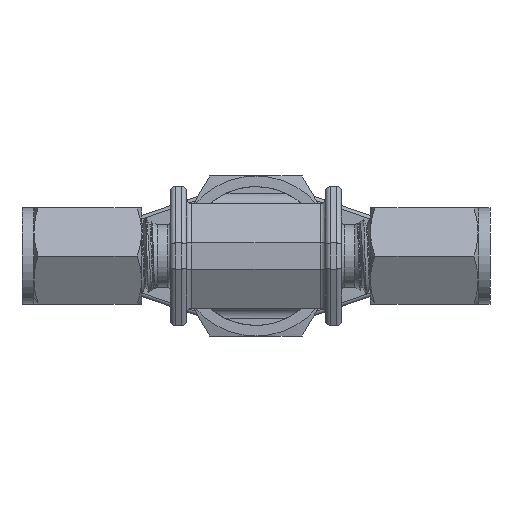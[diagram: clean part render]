
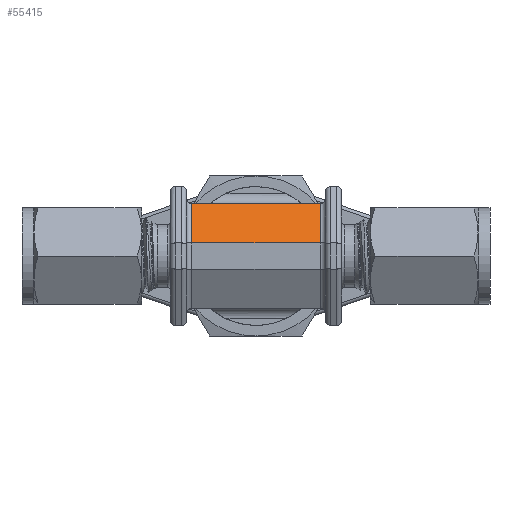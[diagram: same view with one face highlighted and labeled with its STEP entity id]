
A CAD part, front view. The second image highlights one B-rep face of the part: STEP entity #55415.
In plain terms, the highlighted planar face has unit normal (0, -0.866, 0.5).
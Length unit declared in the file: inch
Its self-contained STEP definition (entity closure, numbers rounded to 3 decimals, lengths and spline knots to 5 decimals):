
#2142 = CARTESIAN_POINT ( 'NONE',  ( 0.36637, -0.19258, 0.30675 ) ) ;
#3905 = DIRECTION ( 'NONE',  ( 1., 0., 0. ) ) ;
#5082 = DIRECTION ( 'NONE',  ( 0., 0.5, 0.866 ) ) ;
#6460 = CARTESIAN_POINT ( 'NONE',  ( 0.36637, -0.19258, 0.30675 ) ) ;
#7497 = DIRECTION ( 'NONE',  ( 0., 0.5, 0.866 ) ) ;
#9373 = VECTOR ( 'NONE', #58817, 39.37008 ) ;
#14750 = ORIENTED_EDGE ( 'NONE', *, *, #37344, .F. ) ;
#22578 = CARTESIAN_POINT ( 'NONE',  ( -0.38663, -0.32568, 0.07621 ) ) ;
#25043 = ORIENTED_EDGE ( 'NONE', *, *, #53341, .T. ) ;
#25087 = VECTOR ( 'NONE', #42374, 39.37008 ) ;
#26502 = VECTOR ( 'NONE', #7497, 39.37008 ) ;
#26520 = PLANE ( 'NONE',  #32751 ) ;
#26570 = CARTESIAN_POINT ( 'NONE',  ( 0.36637, -0.32568, 0.07621 ) ) ;
#26720 = CARTESIAN_POINT ( 'NONE',  ( -0.41663, -0.19258, 0.30675 ) ) ;
#30363 = VERTEX_POINT ( 'NONE', #43847 ) ;
#32751 = AXIS2_PLACEMENT_3D ( 'NONE', #55895, #37332, #5082 ) ;
#36303 = LINE ( 'NONE', #26720, #9373 ) ;
#37332 = DIRECTION ( 'NONE',  ( 0., 0.866, -0.5 ) ) ;
#37344 = EDGE_CURVE ( 'Defeatured_0_0+Defeatured_0_40+Defeatured_0_86+Defeatured_0_60', #30363, #60599, #36303, .T. ) ;
#41425 = ORIENTED_EDGE ( 'NONE', *, *, #65777, .T. ) ;
#42374 = DIRECTION ( 'NONE',  ( 0., -0.5, -0.866 ) ) ;
#43847 = CARTESIAN_POINT ( 'NONE',  ( -0.38663, -0.19258, 0.30675 ) ) ;
#45707 = VERTEX_POINT ( 'NONE', #26570 ) ;
#46387 = VECTOR ( 'NONE', #3905, 39.37008 ) ;
#50272 = LINE ( 'NONE', #52898, #25087 ) ;
#52046 = FACE_OUTER_BOUND ( 'NONE', #57356, .T. ) ;
#52898 = CARTESIAN_POINT ( 'NONE',  ( -0.38663, -0.32568, 0.07621 ) ) ;
#52951 = VERTEX_POINT ( 'NONE', #22578 ) ;
#53312 = ORIENTED_EDGE ( 'NONE', *, *, #59415, .T. ) ;
#53341 = EDGE_CURVE ( 'Defeatured_0_40+Defeatured_0_41+Defeatured_0_88+Defeatured_0_62', #52951, #45707, #60664, .T. ) ;
#55415 = ADVANCED_FACE ( 'Defeatured_0_40', ( #52046 ), #26520, .F. ) ;
#55895 = CARTESIAN_POINT ( 'NONE',  ( -0.41663, -0.19258, 0.30675 ) ) ;
#57356 = EDGE_LOOP ( 'NONE', ( #25043, #53312, #14750, #41425 ) ) ;
#58817 = DIRECTION ( 'NONE',  ( 1., 0., 0. ) ) ;
#59415 = EDGE_CURVE ( 'Defeatured_0_40+Defeatured_0_62+Defeatured_0_41+Defeatured_0_0', #45707, #60599, #69292, .T. ) ;
#60599 = VERTEX_POINT ( 'NONE', #6460 ) ;
#60664 = LINE ( 'NONE', #62575, #46387 ) ;
#62575 = CARTESIAN_POINT ( 'NONE',  ( -0.41663, -0.32568, 0.07621 ) ) ;
#65777 = EDGE_CURVE ( 'Defeatured_0_40+Defeatured_0_88+Defeatured_0_0+Defeatured_0_41', #30363, #52951, #50272, .T. ) ;
#69292 = LINE ( 'NONE', #2142, #26502 ) ;
